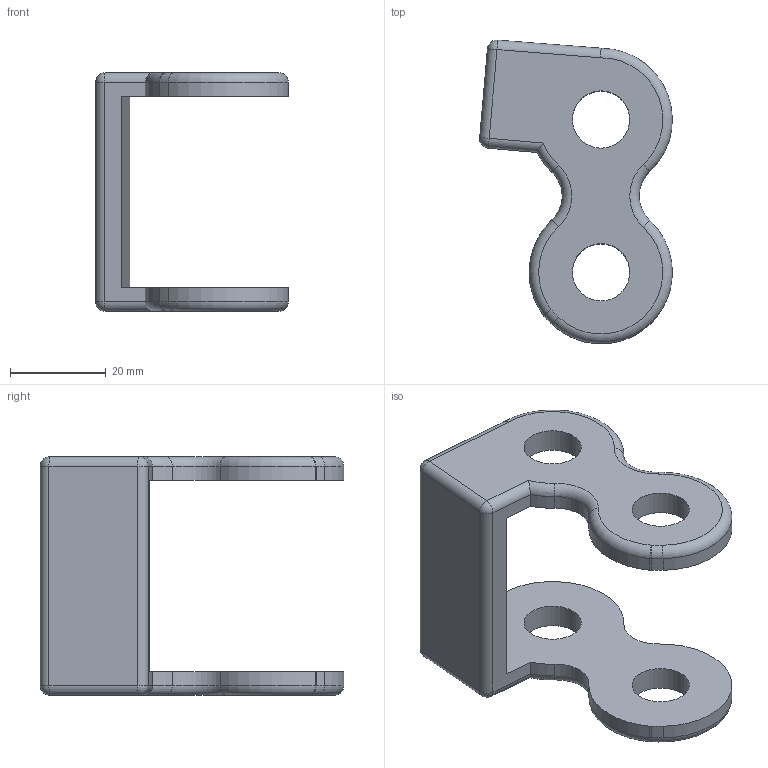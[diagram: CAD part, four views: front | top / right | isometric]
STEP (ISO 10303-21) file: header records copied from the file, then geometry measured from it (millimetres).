
FILE_DESCRIPTION(/* description */ (''),/* implementation_level */ '2;1');
FILE_NAME(/* name */ 'lowering er6n.step',/* time_stamp */ '2019-01-18T16:52:06+01:00',/* author */ (''),/* organization */ (''),/* preprocessor_version */ 'ST-DEVELOPER v17.2',/* originating_system */ 'Autodesk Translation Framework v7.6.0.251',/* authorisation */ '');
FILE_SCHEMA (('AUTOMOTIVE_DESIGN { 1 0 10303 214 3 1 1 }'));
Length unit declared in the file: millimetre
Products named in the file (1): lowering
Bounding box: 40.35 x 63.55 x 50 mm (x, y, z)
Volume: 19806 mm3; surface area: 10370.7 mm2
Topology: 1 solids, 1 shells, 56 faces, 130 edges, 76 vertices
Faces by surface type: cylinder 28, torus 14, plane 8, sphere 6
Full cylindrical faces by diameter (mm): 12 x4
Entity records: 1687 total; most frequent: DIRECTION 320, CARTESIAN_POINT 311, ORIENTED_EDGE 260, AXIS2_PLACEMENT_3D 137, EDGE_CURVE 130, CIRCLE 80, VERTEX_POINT 76, EDGE_LOOP 64
